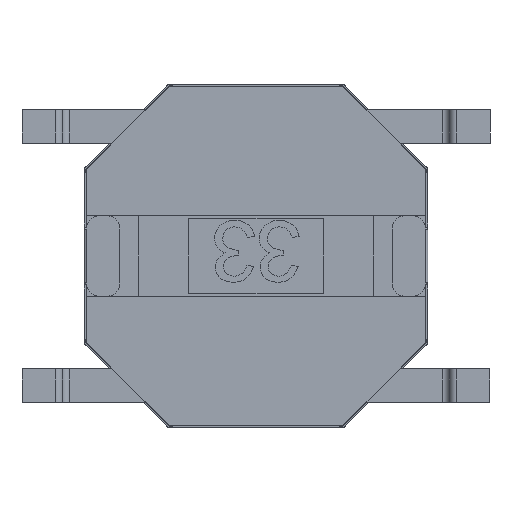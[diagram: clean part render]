
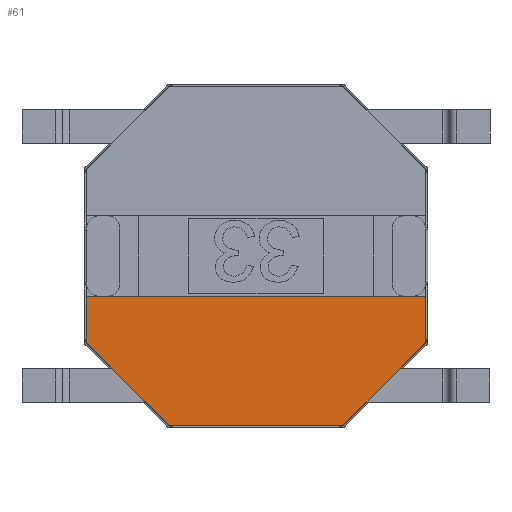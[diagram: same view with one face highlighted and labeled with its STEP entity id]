
A CAD part, front view. The second image highlights one B-rep face of the part: STEP entity #61.
In plain terms, the highlighted planar face has unit normal (0, -1, 0).
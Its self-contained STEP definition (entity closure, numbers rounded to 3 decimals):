
#61 = ADVANCED_FACE ( 'NONE', ( #1105 ), #1609, .T. ) ;
#181 = ORIENTED_EDGE ( 'NONE', *, *, #5748, .F. ) ;
#357 = CARTESIAN_POINT ( 'NONE',  ( 1.279, 0., -2.529 ) ) ;
#359 = CARTESIAN_POINT ( 'NONE',  ( -1.288, 0., -2.52 ) ) ;
#448 = ORIENTED_EDGE ( 'NONE', *, *, #5020, .F. ) ;
#754 = ORIENTED_EDGE ( 'NONE', *, *, #2417, .F. ) ;
#758 = ORIENTED_EDGE ( 'NONE', *, *, #7648, .F. ) ;
#1105 = FACE_OUTER_BOUND ( 'NONE', #3590, .T. ) ;
#1173 = VECTOR ( 'NONE', #6683, 1000. ) ;
#1177 = LINE ( 'NONE', #5080, #3091 ) ;
#1357 = CARTESIAN_POINT ( 'NONE',  ( 2.52, 0., -1.3 ) ) ;
#1477 = ORIENTED_EDGE ( 'NONE', *, *, #2450, .F. ) ;
#1507 = DIRECTION ( 'NONE',  ( -1., 0., 0. ) ) ;
#1609 = PLANE ( 'NONE',  #5568 ) ;
#1783 = CARTESIAN_POINT ( 'NONE',  ( 2.52, 0., -1.288 ) ) ;
#1829 = EDGE_CURVE ( 'NONE', #2469, #6974, #6517, .T. ) ;
#2123 = CARTESIAN_POINT ( 'NONE',  ( -2.52, 0., -1.3 ) ) ;
#2302 = CARTESIAN_POINT ( 'NONE',  ( 1.3, 0., -2.52 ) ) ;
#2417 = EDGE_CURVE ( 'NONE', #6974, #4528, #3483, .T. ) ;
#2450 = EDGE_CURVE ( 'NONE', #3010, #2469, #4163, .T. ) ;
#2469 = VERTEX_POINT ( 'NONE', #5973 ) ;
#2702 = LINE ( 'NONE', #2123, #2820 ) ;
#2820 = VECTOR ( 'NONE', #5877, 1000. ) ;
#3010 = VERTEX_POINT ( 'NONE', #1783 ) ;
#3061 = CARTESIAN_POINT ( 'NONE',  ( -2.52, 0., -0.6 ) ) ;
#3091 = VECTOR ( 'NONE', #6904, 1000. ) ;
#3184 = VECTOR ( 'NONE', #1507, 1000. ) ;
#3483 = LINE ( 'NONE', #3636, #4315 ) ;
#3590 = EDGE_LOOP ( 'NONE', ( #448, #758, #754, #4325, #1477, #181 ) ) ;
#3636 = CARTESIAN_POINT ( 'NONE',  ( -1.279, 0., -2.529 ) ) ;
#4163 = LINE ( 'NONE', #357, #1173 ) ;
#4315 = VECTOR ( 'NONE', #5471, 1000. ) ;
#4325 = ORIENTED_EDGE ( 'NONE', *, *, #1829, .F. ) ;
#4528 = VERTEX_POINT ( 'NONE', #5317 ) ;
#4961 = DIRECTION ( 'NONE',  ( 0., 0., -1. ) ) ;
#4993 = CARTESIAN_POINT ( 'NONE',  ( 2.52, 0., -0.6 ) ) ;
#5020 = EDGE_CURVE ( 'NONE', #6501, #5520, #1177, .T. ) ;
#5080 = CARTESIAN_POINT ( 'NONE',  ( -2.55, 0., -0.6 ) ) ;
#5317 = CARTESIAN_POINT ( 'NONE',  ( -2.52, 0., -1.288 ) ) ;
#5471 = DIRECTION ( 'NONE',  ( -0.707, 0., 0.707 ) ) ;
#5520 = VERTEX_POINT ( 'NONE', #4993 ) ;
#5568 = AXIS2_PLACEMENT_3D ( 'NONE', #5616, #6914, #4961 ) ;
#5616 = CARTESIAN_POINT ( 'NONE',  ( 0., 0., 0. ) ) ;
#5748 = EDGE_CURVE ( 'NONE', #5520, #3010, #6865, .T. ) ;
#5877 = DIRECTION ( 'NONE',  ( 0., 0., 1. ) ) ;
#5973 = CARTESIAN_POINT ( 'NONE',  ( 1.288, 0., -2.52 ) ) ;
#6192 = DIRECTION ( 'NONE',  ( 0., 0., -1. ) ) ;
#6501 = VERTEX_POINT ( 'NONE', #3061 ) ;
#6517 = LINE ( 'NONE', #2302, #3184 ) ;
#6683 = DIRECTION ( 'NONE',  ( -0.707, 0., -0.707 ) ) ;
#6865 = LINE ( 'NONE', #1357, #8099 ) ;
#6904 = DIRECTION ( 'NONE',  ( 1., 0., 0. ) ) ;
#6914 = DIRECTION ( 'NONE',  ( 0., -1., 0. ) ) ;
#6974 = VERTEX_POINT ( 'NONE', #359 ) ;
#7648 = EDGE_CURVE ( 'NONE', #4528, #6501, #2702, .T. ) ;
#8099 = VECTOR ( 'NONE', #6192, 1000. ) ;
